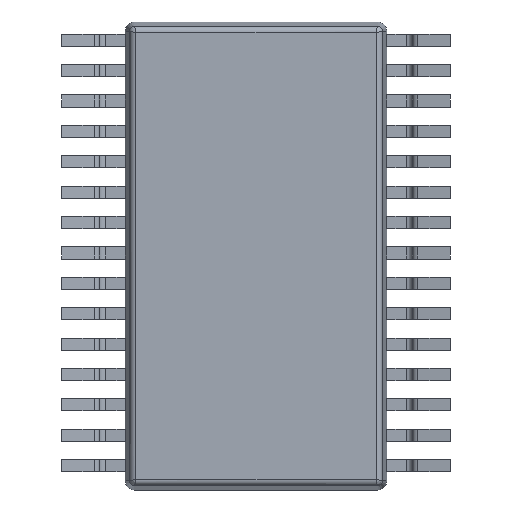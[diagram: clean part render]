
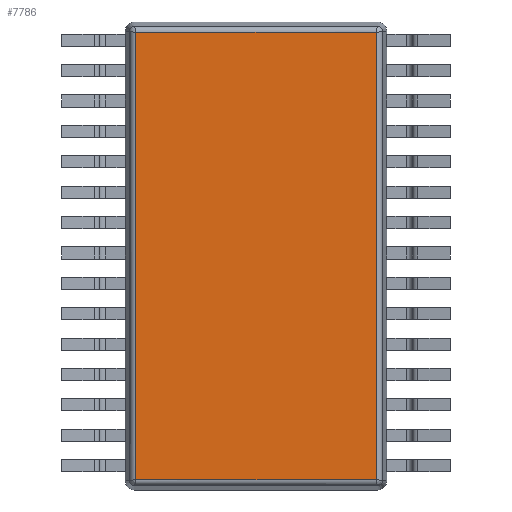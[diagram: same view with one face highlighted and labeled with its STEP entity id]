
A CAD part, front view. The second image highlights one B-rep face of the part: STEP entity #7786.
In plain terms, the highlighted planar face has unit normal (0, -1, 0).
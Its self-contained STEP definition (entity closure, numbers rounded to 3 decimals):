
#80=PLANE('',#8292);
#671=FACE_OUTER_BOUND('',#1135,.T.);
#1135=EDGE_LOOP('',(#5359,#5360,#5361,#5362));
#1589=LINE('',#11336,#2478);
#1591=LINE('',#11380,#2480);
#1593=LINE('',#11424,#2482);
#1594=LINE('',#11446,#2483);
#2478=VECTOR('',#8993,10.);
#2480=VECTOR('',#8997,10.);
#2482=VECTOR('',#9001,10.);
#2483=VECTOR('',#9004,10.);
#3390=VERTEX_POINT('',#11293);
#3393=VERTEX_POINT('',#11316);
#3396=VERTEX_POINT('',#11360);
#3399=VERTEX_POINT('',#11404);
#4155=EDGE_CURVE('',#3393,#3390,#1589,.T.);
#4159=EDGE_CURVE('',#3396,#3393,#1591,.T.);
#4163=EDGE_CURVE('',#3399,#3396,#1593,.T.);
#4165=EDGE_CURVE('',#3390,#3399,#1594,.T.);
#5359=ORIENTED_EDGE('',*,*,#4155,.F.);
#5360=ORIENTED_EDGE('',*,*,#4159,.F.);
#5361=ORIENTED_EDGE('',*,*,#4163,.F.);
#5362=ORIENTED_EDGE('',*,*,#4165,.F.);
#7786=ADVANCED_FACE('',(#671),#80,.F.);
#8292=AXIS2_PLACEMENT_3D('',#11566,#9025,#9026);
#8993=DIRECTION('',(-1.,0.,0.));
#8997=DIRECTION('',(0.,0.,-1.));
#9001=DIRECTION('',(1.,0.,0.));
#9004=DIRECTION('',(0.,0.,1.));
#9025=DIRECTION('center_axis',(0.,1.,0.));
#9026=DIRECTION('ref_axis',(1.,0.,0.));
#11293=CARTESIAN_POINT('',(-1.978,0.,-3.678));
#11316=CARTESIAN_POINT('',(1.978,0.,-3.678));
#11336=CARTESIAN_POINT('',(0.537,0.,-3.678));
#11360=CARTESIAN_POINT('',(1.978,0.,3.678));
#11380=CARTESIAN_POINT('',(1.978,0.,0.962));
#11404=CARTESIAN_POINT('',(-1.978,0.,3.678));
#11424=CARTESIAN_POINT('',(-0.538,0.,3.678));
#11446=CARTESIAN_POINT('',(-1.978,0.,-0.963));
#11566=CARTESIAN_POINT('Origin',(0.,0.,0.));
